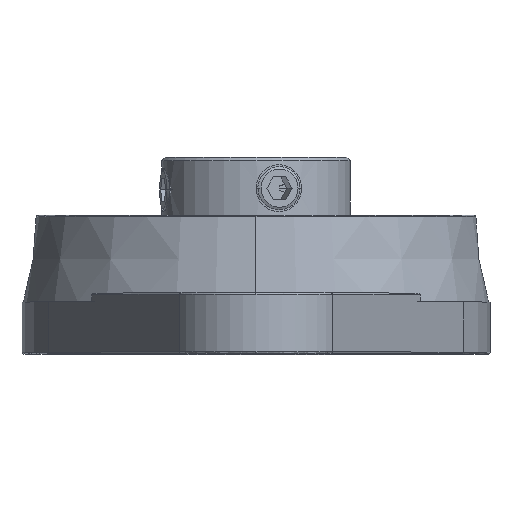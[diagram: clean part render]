
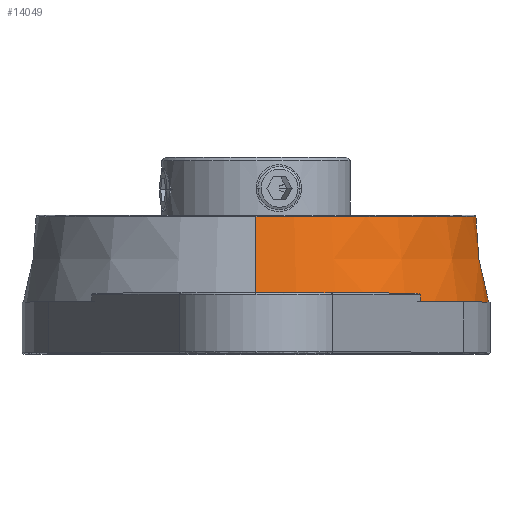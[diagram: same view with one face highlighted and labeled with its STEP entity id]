
A CAD part, top view. The second image highlights one B-rep face of the part: STEP entity #14049.
In plain terms, the highlighted conical face has half-angle 8.531 degrees and reference radius 12.688 mm.
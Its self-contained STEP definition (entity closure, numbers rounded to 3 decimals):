
#523 = ORIENTED_EDGE ( 'NONE', *, *, #1580, .F. ) ;
#524 = DIRECTION ( 'NONE',  ( 0., -1., 0. ) ) ;
#590 = ORIENTED_EDGE ( 'NONE', *, *, #16785, .F. ) ;
#1440 = LINE ( 'NONE', #9551, #13029 ) ;
#1580 = EDGE_CURVE ( 'NONE', #16373, #16583, #3893, .T. ) ;
#2160 = LINE ( 'NONE', #14424, #3116 ) ;
#2206 = AXIS2_PLACEMENT_3D ( 'NONE', #12968, #3892, #7965 ) ;
#2208 = ORIENTED_EDGE ( 'NONE', *, *, #6853, .T. ) ;
#2912 = CIRCLE ( 'NONE', #7693, 12.688 ) ;
#3116 = VECTOR ( 'NONE', #8692, 1000. ) ;
#3261 = DIRECTION ( 'NONE',  ( -1., 0., 0. ) ) ;
#3892 = DIRECTION ( 'NONE',  ( 0., -1., 0. ) ) ;
#3893 = CIRCLE ( 'NONE', #2206, 13.425 ) ;
#5755 = CARTESIAN_POINT ( 'NONE',  ( 1.463, 1.852, 46.5 ) ) ;
#5817 = CARTESIAN_POINT ( 'NONE',  ( 1.463, 1.852, 46.5 ) ) ;
#6853 = EDGE_CURVE ( 'NONE', #10743, #16583, #2160, .T. ) ;
#7693 = AXIS2_PLACEMENT_3D ( 'NONE', #5817, #15336, #3261 ) ;
#7818 = ORIENTED_EDGE ( 'NONE', *, *, #12437, .F. ) ;
#7965 = DIRECTION ( 'NONE',  ( 0., 0., -1. ) ) ;
#8692 = DIRECTION ( 'NONE',  ( 0., -0.989, 0.148 ) ) ;
#9214 = VERTEX_POINT ( 'NONE', #15587 ) ;
#9377 = EDGE_LOOP ( 'NONE', ( #590, #2208, #523, #7818 ) ) ;
#9551 = CARTESIAN_POINT ( 'NONE',  ( 1.463, 1.852, 33.812 ) ) ;
#9973 = DIRECTION ( 'NONE',  ( 0., 0., -1. ) ) ;
#10743 = VERTEX_POINT ( 'NONE', #14911 ) ;
#10797 = DIRECTION ( 'NONE',  ( 0., -0.989, -0.148 ) ) ;
#11079 = CONICAL_SURFACE ( 'NONE', #11921, 12.688, 0.149 ) ;
#11921 = AXIS2_PLACEMENT_3D ( 'NONE', #5755, #524, #9973 ) ;
#12437 = EDGE_CURVE ( 'NONE', #9214, #16373, #1440, .T. ) ;
#12968 = CARTESIAN_POINT ( 'NONE',  ( 1.463, -3.062, 46.5 ) ) ;
#12980 = CARTESIAN_POINT ( 'NONE',  ( 1.463, -3.062, 33.075 ) ) ;
#13029 = VECTOR ( 'NONE', #10797, 1000. ) ;
#13054 = CARTESIAN_POINT ( 'NONE',  ( 1.463, -3.062, 59.925 ) ) ;
#14049 = ADVANCED_FACE ( 'NONE', ( #15350 ), #11079, .T. ) ;
#14424 = CARTESIAN_POINT ( 'NONE',  ( 1.463, 1.852, 59.188 ) ) ;
#14911 = CARTESIAN_POINT ( 'NONE',  ( 1.463, 1.852, 59.188 ) ) ;
#15336 = DIRECTION ( 'NONE',  ( 0., 1., 0. ) ) ;
#15350 = FACE_OUTER_BOUND ( 'NONE', #9377, .T. ) ;
#15587 = CARTESIAN_POINT ( 'NONE',  ( 1.463, 1.852, 33.812 ) ) ;
#16373 = VERTEX_POINT ( 'NONE', #12980 ) ;
#16583 = VERTEX_POINT ( 'NONE', #13054 ) ;
#16785 = EDGE_CURVE ( 'NONE', #10743, #9214, #2912, .T. ) ;
